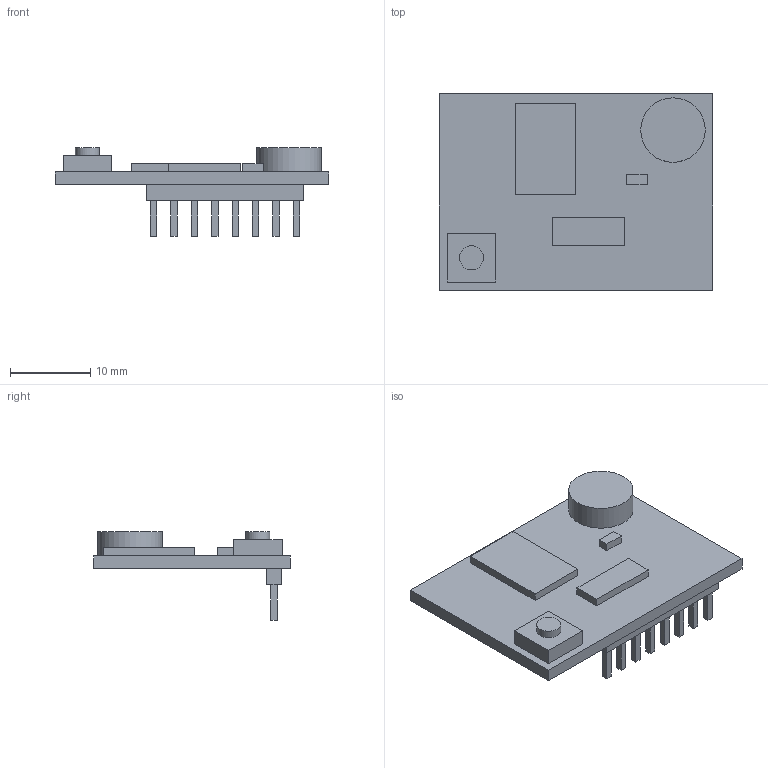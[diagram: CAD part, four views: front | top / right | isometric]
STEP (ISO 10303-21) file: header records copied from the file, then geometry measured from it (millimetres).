
FILE_DESCRIPTION(/* description */ ('STEP AP214'),/* implementation_level */ '2;1');
FILE_NAME(/* name */ '6582cc5cf21fb80d2f197c9f',/* time_stamp */ '2023-12-20T11:13:33Z',/* author */ (''),/* organization */ (''),/* preprocessor_version */ 'ST-DEVELOPER v19.4',/* originating_system */ ' ',/* authorisation */ ' ');
FILE_SCHEMA (('AUTOMOTIVE_DESIGN {1 0 10303 214 3 1 1}'));
Length unit declared in the file: metre
Products named in the file (1): hcs301-module
Bounding box: 34 x 24.4 x 11 mm (x, y, z)
Volume: 1772.1 mm3; surface area: 2248 mm2
Topology: 1 solids, 1 shells, 75 faces, 174 edges, 116 vertices
Faces by surface type: plane 73, cylinder 2
Full cylindrical faces by diameter (mm): 3 x1, 8.025 x1
Entity records: 2600 total; most frequent: CARTESIAN_POINT 364, ORIENTED_EDGE 344, DIRECTION 328, EDGE_CURVE 172, LINE 168, VECTOR 168, VERTEX_POINT 116, EDGE_LOOP 92
